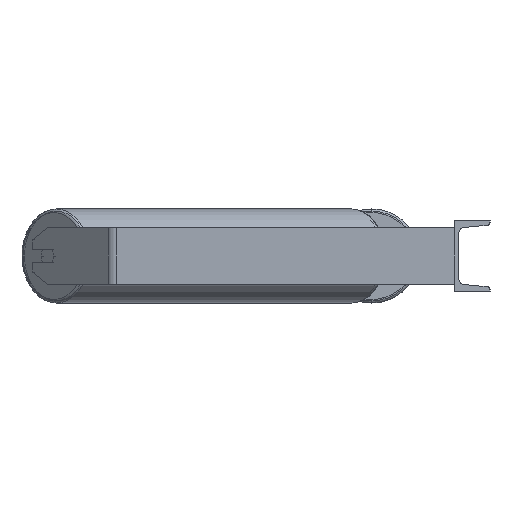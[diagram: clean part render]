
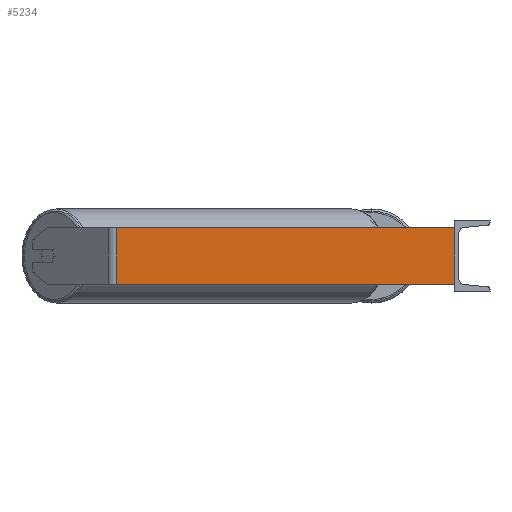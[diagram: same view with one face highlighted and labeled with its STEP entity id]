
A CAD part, left-side view. The second image highlights one B-rep face of the part: STEP entity #5234.
In plain terms, the highlighted planar face has unit normal (-1, 0, 0).
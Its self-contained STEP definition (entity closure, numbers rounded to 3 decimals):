
#171 = ORIENTED_EDGE ( 'NONE', *, *, #5547, .F. ) ;
#618 = DIRECTION ( 'NONE',  ( 0., 0., -1. ) ) ;
#1256 = DIRECTION ( 'NONE',  ( 0., 0., -1. ) ) ;
#1471 = CARTESIAN_POINT ( 'NONE',  ( -885., 478.57, -40. ) ) ;
#2069 = CARTESIAN_POINT ( 'NONE',  ( -885., 478.57, 40. ) ) ;
#2109 = FACE_OUTER_BOUND ( 'NONE', #8148, .T. ) ;
#2235 = ORIENTED_EDGE ( 'NONE', *, *, #8571, .F. ) ;
#2667 = LINE ( 'NONE', #2069, #5459 ) ;
#2803 = CARTESIAN_POINT ( 'NONE',  ( -885., 0., 40. ) ) ;
#2854 = LINE ( 'NONE', #7017, #6640 ) ;
#2886 = VERTEX_POINT ( 'NONE', #3855 ) ;
#3066 = CARTESIAN_POINT ( 'NONE',  ( -885., 485.197, 40. ) ) ;
#3213 = VERTEX_POINT ( 'NONE', #3705 ) ;
#3600 = DIRECTION ( 'NONE',  ( 0., 1., 0. ) ) ;
#3699 = VECTOR ( 'NONE', #618, 1000. ) ;
#3705 = CARTESIAN_POINT ( 'NONE',  ( -885., 478.57, 40. ) ) ;
#3777 = DIRECTION ( 'NONE',  ( 0., -1., 0. ) ) ;
#3855 = CARTESIAN_POINT ( 'NONE',  ( -885., 0., 40. ) ) ;
#4236 = CARTESIAN_POINT ( 'NONE',  ( -885., 485.197, 40. ) ) ;
#4877 = PLANE ( 'NONE',  #6450 ) ;
#5067 = ORIENTED_EDGE ( 'NONE', *, *, #5486, .T. ) ;
#5233 = VERTEX_POINT ( 'NONE', #1471 ) ;
#5234 = ADVANCED_FACE ( 'NONE', ( #2109 ), #4877, .F. ) ;
#5459 = VECTOR ( 'NONE', #1256, 1000. ) ;
#5486 = EDGE_CURVE ( 'NONE', #3213, #5233, #2667, .T. ) ;
#5547 = EDGE_CURVE ( 'NONE', #2886, #8799, #6845, .T. ) ;
#5911 = ORIENTED_EDGE ( 'NONE', *, *, #6810, .T. ) ;
#6450 = AXIS2_PLACEMENT_3D ( 'NONE', #4236, #7661, #3600 ) ;
#6640 = VECTOR ( 'NONE', #8522, 1000. ) ;
#6810 = EDGE_CURVE ( 'NONE', #5233, #8799, #2854, .T. ) ;
#6845 = LINE ( 'NONE', #2803, #3699 ) ;
#7017 = CARTESIAN_POINT ( 'NONE',  ( -885., 485.197, -40. ) ) ;
#7084 = CARTESIAN_POINT ( 'NONE',  ( -885., 0., -40. ) ) ;
#7175 = LINE ( 'NONE', #3066, #7551 ) ;
#7551 = VECTOR ( 'NONE', #3777, 1000. ) ;
#7661 = DIRECTION ( 'NONE',  ( 1., 0., 0. ) ) ;
#8148 = EDGE_LOOP ( 'NONE', ( #5911, #171, #2235, #5067 ) ) ;
#8522 = DIRECTION ( 'NONE',  ( 0., -1., 0. ) ) ;
#8571 = EDGE_CURVE ( 'NONE', #3213, #2886, #7175, .T. ) ;
#8799 = VERTEX_POINT ( 'NONE', #7084 ) ;
